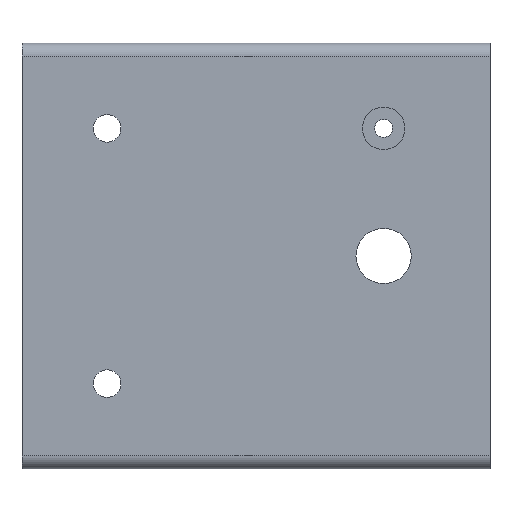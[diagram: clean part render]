
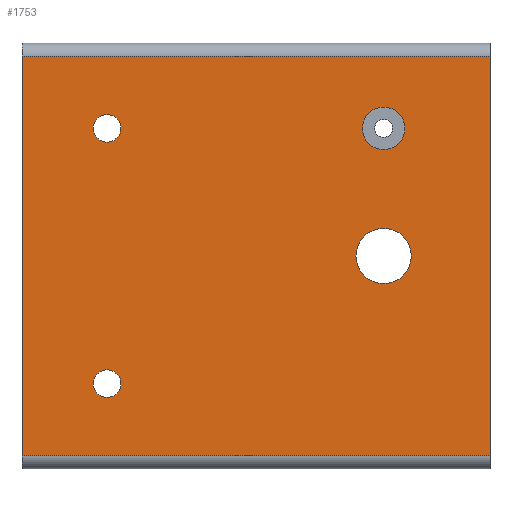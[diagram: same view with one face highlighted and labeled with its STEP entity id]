
A CAD part, front view. The second image highlights one B-rep face of the part: STEP entity #1753.
In plain terms, the highlighted planar face has unit normal (0, -1, 0).
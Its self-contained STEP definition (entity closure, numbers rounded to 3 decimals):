
#26 = VERTEX_POINT ( 'NONE', #936 ) ;
#36 = VECTOR ( 'NONE', #1296, 1000. ) ;
#97 = VECTOR ( 'NONE', #1923, 1000. ) ;
#106 = VERTEX_POINT ( 'NONE', #611 ) ;
#107 = CARTESIAN_POINT ( 'NONE',  ( 20., 0., -16.75 ) ) ;
#121 = ORIENTED_EDGE ( 'NONE', *, *, #1492, .F. ) ;
#204 = CARTESIAN_POINT ( 'NONE',  ( 110., 0., -97. ) ) ;
#210 = EDGE_CURVE ( 'NONE', #648, #1677, #516, .T. ) ;
#234 = FACE_BOUND ( 'NONE', #555, .T. ) ;
#254 = EDGE_LOOP ( 'NONE', ( #473, #907, #558, #1578 ) ) ;
#269 = VERTEX_POINT ( 'NONE', #582 ) ;
#277 = CARTESIAN_POINT ( 'NONE',  ( 20., 0., -80. ) ) ;
#299 = DIRECTION ( 'NONE',  ( 0., -1., 0. ) ) ;
#317 = CARTESIAN_POINT ( 'NONE',  ( 20., 0., -20. ) ) ;
#319 = AXIS2_PLACEMENT_3D ( 'NONE', #317, #953, #503 ) ;
#349 = CIRCLE ( 'NONE', #1449, 5. ) ;
#355 = EDGE_CURVE ( 'NONE', #1677, #648, #1476, .T. ) ;
#358 = ORIENTED_EDGE ( 'NONE', *, *, #355, .T. ) ;
#396 = FACE_OUTER_BOUND ( 'NONE', #254, .T. ) ;
#459 = CARTESIAN_POINT ( 'NONE',  ( 0., 0., -3. ) ) ;
#473 = ORIENTED_EDGE ( 'NONE', *, *, #1425, .F. ) ;
#503 = DIRECTION ( 'NONE',  ( 0., 0., -1. ) ) ;
#516 = CIRCLE ( 'NONE', #1647, 6.5 ) ;
#530 = CARTESIAN_POINT ( 'NONE',  ( 110., 0., -97. ) ) ;
#555 = EDGE_LOOP ( 'NONE', ( #1203, #1012 ) ) ;
#558 = ORIENTED_EDGE ( 'NONE', *, *, #1257, .F. ) ;
#571 = DIRECTION ( 'NONE',  ( 0., 0., -1. ) ) ;
#582 = CARTESIAN_POINT ( 'NONE',  ( 110., 0., -3. ) ) ;
#591 = CARTESIAN_POINT ( 'NONE',  ( 85., 0., -20. ) ) ;
#601 = DIRECTION ( 'NONE',  ( 0., 0., -1. ) ) ;
#611 = CARTESIAN_POINT ( 'NONE',  ( 20., 0., -76.75 ) ) ;
#632 = CARTESIAN_POINT ( 'NONE',  ( 78.5, 0., -50. ) ) ;
#648 = VERTEX_POINT ( 'NONE', #632 ) ;
#649 = CARTESIAN_POINT ( 'NONE',  ( 85., 0., -20. ) ) ;
#659 = EDGE_CURVE ( 'NONE', #855, #106, #1736, .T. ) ;
#716 = LINE ( 'NONE', #1298, #97 ) ;
#743 = VECTOR ( 'NONE', #931, 1000. ) ;
#746 = AXIS2_PLACEMENT_3D ( 'NONE', #1720, #1251, #772 ) ;
#755 = LINE ( 'NONE', #459, #743 ) ;
#772 = DIRECTION ( 'NONE',  ( 0., 0., -1. ) ) ;
#774 = DIRECTION ( 'NONE',  ( 0., -1., 0. ) ) ;
#819 = AXIS2_PLACEMENT_3D ( 'NONE', #1522, #774, #571 ) ;
#832 = CARTESIAN_POINT ( 'NONE',  ( 0., 0., -97. ) ) ;
#837 = VERTEX_POINT ( 'NONE', #530 ) ;
#855 = VERTEX_POINT ( 'NONE', #1147 ) ;
#860 = AXIS2_PLACEMENT_3D ( 'NONE', #277, #299, #1503 ) ;
#863 = FACE_BOUND ( 'NONE', #1868, .T. ) ;
#885 = DIRECTION ( 'NONE',  ( 0., 0., -1. ) ) ;
#905 = VECTOR ( 'NONE', #1689, 1000. ) ;
#907 = ORIENTED_EDGE ( 'NONE', *, *, #1622, .T. ) ;
#916 = CARTESIAN_POINT ( 'NONE',  ( 85., 0., -50. ) ) ;
#931 = DIRECTION ( 'NONE',  ( -1., 0., 0. ) ) ;
#936 = CARTESIAN_POINT ( 'NONE',  ( 20., 0., -23.25 ) ) ;
#953 = DIRECTION ( 'NONE',  ( 0., -1., 0. ) ) ;
#993 = EDGE_CURVE ( 'NONE', #269, #1556, #755, .T. ) ;
#1006 = EDGE_LOOP ( 'NONE', ( #1844, #358 ) ) ;
#1012 = ORIENTED_EDGE ( 'NONE', *, *, #1170, .F. ) ;
#1024 = CARTESIAN_POINT ( 'NONE',  ( 85., 0., -25. ) ) ;
#1025 = CARTESIAN_POINT ( 'NONE',  ( 85., 0., -15. ) ) ;
#1035 = DIRECTION ( 'NONE',  ( 0., 0., -1. ) ) ;
#1056 = PLANE ( 'NONE',  #1683 ) ;
#1066 = DIRECTION ( 'NONE',  ( 0., -1., 0. ) ) ;
#1104 = EDGE_LOOP ( 'NONE', ( #1635, #121 ) ) ;
#1128 = AXIS2_PLACEMENT_3D ( 'NONE', #1268, #1306, #1942 ) ;
#1147 = CARTESIAN_POINT ( 'NONE',  ( 20., 0., -83.25 ) ) ;
#1163 = CARTESIAN_POINT ( 'NONE',  ( 91.5, 0., -50. ) ) ;
#1170 = EDGE_CURVE ( 'NONE', #1362, #26, #1194, .T. ) ;
#1172 = ORIENTED_EDGE ( 'NONE', *, *, #659, .F. ) ;
#1194 = CIRCLE ( 'NONE', #319, 3.25 ) ;
#1201 = EDGE_CURVE ( 'NONE', #106, #855, #1549, .T. ) ;
#1203 = ORIENTED_EDGE ( 'NONE', *, *, #1455, .F. ) ;
#1204 = DIRECTION ( 'NONE',  ( 0., -1., 0. ) ) ;
#1241 = DIRECTION ( 'NONE',  ( 0., -1., 0. ) ) ;
#1251 = DIRECTION ( 'NONE',  ( 0., 1., 0. ) ) ;
#1257 = EDGE_CURVE ( 'NONE', #269, #837, #716, .T. ) ;
#1268 = CARTESIAN_POINT ( 'NONE',  ( 20., 0., -80. ) ) ;
#1282 = VERTEX_POINT ( 'NONE', #1024 ) ;
#1296 = DIRECTION ( 'NONE',  ( 1., 0., 0. ) ) ;
#1298 = CARTESIAN_POINT ( 'NONE',  ( 110., 0., 0. ) ) ;
#1306 = DIRECTION ( 'NONE',  ( 0., -1., 0. ) ) ;
#1312 = LINE ( 'NONE', #204, #36 ) ;
#1320 = AXIS2_PLACEMENT_3D ( 'NONE', #591, #1204, #601 ) ;
#1321 = CIRCLE ( 'NONE', #819, 3.25 ) ;
#1327 = VERTEX_POINT ( 'NONE', #832 ) ;
#1346 = DIRECTION ( 'NONE',  ( 0., 1., 0. ) ) ;
#1362 = VERTEX_POINT ( 'NONE', #107 ) ;
#1369 = LINE ( 'NONE', #2000, #905 ) ;
#1401 = DIRECTION ( 'NONE',  ( 0., 0., -1. ) ) ;
#1425 = EDGE_CURVE ( 'NONE', #1327, #1556, #1369, .T. ) ;
#1449 = AXIS2_PLACEMENT_3D ( 'NONE', #649, #1241, #1401 ) ;
#1455 = EDGE_CURVE ( 'NONE', #26, #1362, #1321, .T. ) ;
#1472 = FACE_BOUND ( 'NONE', #1006, .T. ) ;
#1476 = CIRCLE ( 'NONE', #746, 6.5 ) ;
#1492 = EDGE_CURVE ( 'NONE', #1922, #1282, #349, .T. ) ;
#1503 = DIRECTION ( 'NONE',  ( 0., 0., -1. ) ) ;
#1522 = CARTESIAN_POINT ( 'NONE',  ( 20., 0., -20. ) ) ;
#1549 = CIRCLE ( 'NONE', #1128, 3.25 ) ;
#1556 = VERTEX_POINT ( 'NONE', #1731 ) ;
#1578 = ORIENTED_EDGE ( 'NONE', *, *, #993, .T. ) ;
#1622 = EDGE_CURVE ( 'NONE', #1327, #837, #1312, .T. ) ;
#1630 = FACE_BOUND ( 'NONE', #1104, .T. ) ;
#1635 = ORIENTED_EDGE ( 'NONE', *, *, #1866, .F. ) ;
#1647 = AXIS2_PLACEMENT_3D ( 'NONE', #916, #1346, #1035 ) ;
#1677 = VERTEX_POINT ( 'NONE', #1163 ) ;
#1683 = AXIS2_PLACEMENT_3D ( 'NONE', #1828, #1066, #885 ) ;
#1689 = DIRECTION ( 'NONE',  ( 0., 0., 1. ) ) ;
#1720 = CARTESIAN_POINT ( 'NONE',  ( 85., 0., -50. ) ) ;
#1731 = CARTESIAN_POINT ( 'NONE',  ( 0., 0., -3. ) ) ;
#1736 = CIRCLE ( 'NONE', #860, 3.25 ) ;
#1751 = ORIENTED_EDGE ( 'NONE', *, *, #1201, .F. ) ;
#1753 = ADVANCED_FACE ( 'NONE', ( #1630, #234, #863, #1472, #396 ), #1056, .T. ) ;
#1828 = CARTESIAN_POINT ( 'NONE',  ( 0., 0., 0. ) ) ;
#1844 = ORIENTED_EDGE ( 'NONE', *, *, #210, .T. ) ;
#1866 = EDGE_CURVE ( 'NONE', #1282, #1922, #1913, .T. ) ;
#1868 = EDGE_LOOP ( 'NONE', ( #1172, #1751 ) ) ;
#1913 = CIRCLE ( 'NONE', #1320, 5. ) ;
#1922 = VERTEX_POINT ( 'NONE', #1025 ) ;
#1923 = DIRECTION ( 'NONE',  ( 0., 0., -1. ) ) ;
#1942 = DIRECTION ( 'NONE',  ( 0., 0., -1. ) ) ;
#2000 = CARTESIAN_POINT ( 'NONE',  ( 0., 0., 0. ) ) ;
